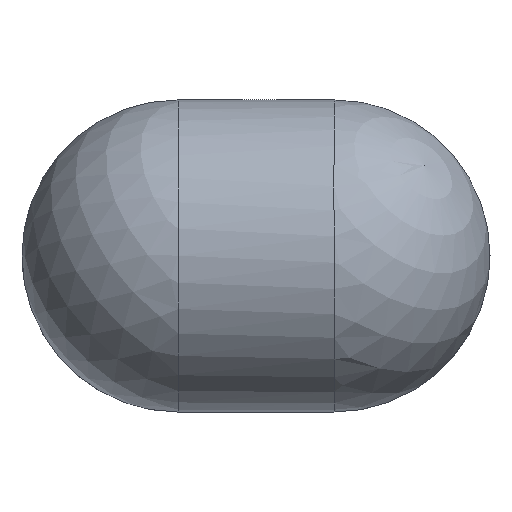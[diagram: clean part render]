
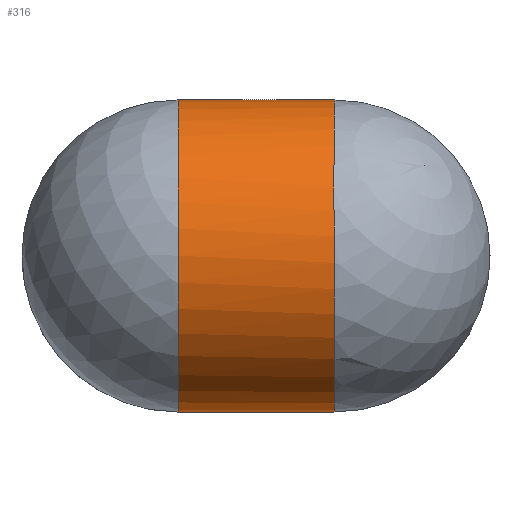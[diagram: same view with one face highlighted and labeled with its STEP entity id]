
A CAD part, top view. The second image highlights one B-rep face of the part: STEP entity #316.
In plain terms, the highlighted cylindrical face has radius 1.27 mm (diameter 2.54 mm), a partial arc.
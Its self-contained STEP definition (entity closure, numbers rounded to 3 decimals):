
#33=LINE($,#512,#43);
#34=LINE($,#516,#44);
#43=VECTOR($,#414,1.27);
#44=VECTOR($,#417,1.27);
#82=FACE_OUTER_BOUND($,#110,.T.);
#110=EDGE_LOOP($,(#235,#236,#237,#238));
#139=CIRCLE($,#358,1.27);
#140=CIRCLE($,#359,1.27);
#159=VERTEX_POINT($,#510);
#160=VERTEX_POINT($,#511);
#161=VERTEX_POINT($,#513);
#162=VERTEX_POINT($,#515);
#187=EDGE_CURVE($,#159,#160,#33,.T.);
#189=EDGE_CURVE($,#162,#161,#34,.T.);
#191=EDGE_CURVE($,#162,#159,#139,.T.);
#192=EDGE_CURVE($,#161,#160,#140,.T.);
#235=ORIENTED_EDGE($,*,*,#191,.F.);
#236=ORIENTED_EDGE($,*,*,#189,.T.);
#237=ORIENTED_EDGE($,*,*,#192,.T.);
#238=ORIENTED_EDGE($,*,*,#187,.F.);
#305=CYLINDRICAL_SURFACE($,#357,1.27);
#316=ADVANCED_FACE($,(#82),#305,.T.);
#357=AXIS2_PLACEMENT_3D($,#518,#420,#421);
#358=AXIS2_PLACEMENT_3D($,#519,#422,#423);
#359=AXIS2_PLACEMENT_3D($,#520,#424,#425);
#414=DIRECTION($,(1.,0.,0.));
#417=DIRECTION($,(1.,0.,0.));
#420=DIRECTION('center_axis',(-1.,0.,0.));
#421=DIRECTION('ref_axis',(0.,0.,1.));
#422=DIRECTION('center_axis',(-1.,0.,0.));
#423=DIRECTION('ref_axis',(0.,0.,1.));
#424=DIRECTION('center_axis',(-1.,0.,0.));
#425=DIRECTION('ref_axis',(0.,0.,1.));
#510=CARTESIAN_POINT('',(-0.635,1.27,2.54));
#511=CARTESIAN_POINT('',(0.635,1.27,2.54));
#512=CARTESIAN_POINT($,(-0.635,1.27,2.54));
#513=CARTESIAN_POINT('',(0.635,-1.27,2.54));
#515=CARTESIAN_POINT('',(-0.635,-1.27,2.54));
#516=CARTESIAN_POINT($,(-0.635,-1.27,2.54));
#518=CARTESIAN_POINT('Origin',(0.698,0.,2.54));
#519=CARTESIAN_POINT('Origin',(-0.635,0.,
2.54));
#520=CARTESIAN_POINT('Origin',(0.635,0.,2.54));
